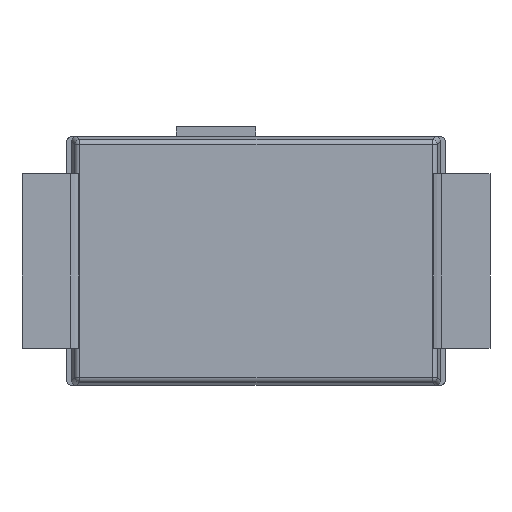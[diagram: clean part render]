
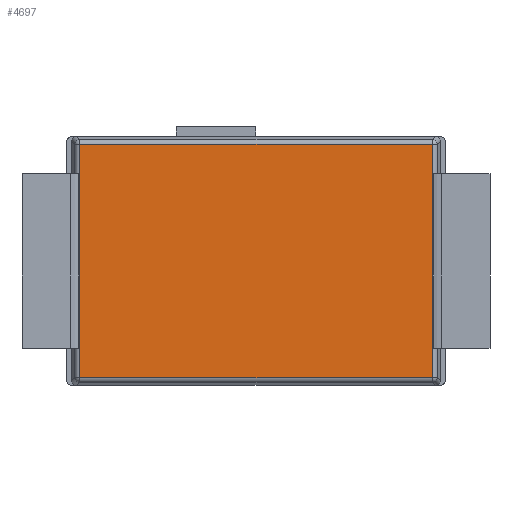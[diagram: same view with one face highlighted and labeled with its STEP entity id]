
A CAD part, front view. The second image highlights one B-rep face of the part: STEP entity #4697.
In plain terms, the highlighted face is planar.
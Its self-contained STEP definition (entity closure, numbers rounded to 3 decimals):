
#3593 = CYLINDRICAL_SURFACE('',#3594,0.05);
#3594 = AXIS2_PLACEMENT_3D('',#3595,#3596,#3597);
#3595 = CARTESIAN_POINT('',(0.079,0.1,0.));
#3596 = DIRECTION('',(0.,0.,-1.));
#3597 = DIRECTION('',(-1.,0.,0.));
#3708 = CYLINDRICAL_SURFACE('',#3709,0.05);
#3709 = AXIS2_PLACEMENT_3D('',#3710,#3711,#3712);
#3710 = CARTESIAN_POINT('',(3.621,0.1,0.));
#3711 = DIRECTION('',(-0.,0.,1.));
#3712 = DIRECTION('',(1.,0.,0.));
#4250 = VERTEX_POINT('',#4251);
#4251 = CARTESIAN_POINT('',(3.621,0.15,-2.421));
#4300 = EDGE_CURVE('',#4301,#4250,#4303,.T.);
#4301 = VERTEX_POINT('',#4302);
#4302 = CARTESIAN_POINT('',(3.621,0.15,-0.079));
#4303 = SURFACE_CURVE('',#4304,(#4308,#4315),.PCURVE_S1.);
#4304 = LINE('',#4305,#4306);
#4305 = CARTESIAN_POINT('',(3.621,0.15,0.));
#4306 = VECTOR('',#4307,1.);
#4307 = DIRECTION('',(0.,-0.,-1.));
#4308 = PCURVE('',#3708,#4309);
#4309 = DEFINITIONAL_REPRESENTATION('',(#4310),#4314);
#4310 = LINE('',#4311,#4312);
#4311 = CARTESIAN_POINT('',(1.571,0.));
#4312 = VECTOR('',#4313,1.);
#4313 = DIRECTION('',(0.,-1.));
#4314 = ( GEOMETRIC_REPRESENTATION_CONTEXT(2) 
PARAMETRIC_REPRESENTATION_CONTEXT() REPRESENTATION_CONTEXT('2D SPACE',''
  ) );
#4315 = PCURVE('',#4316,#4321);
#4316 = PLANE('',#4317);
#4317 = AXIS2_PLACEMENT_3D('',#4318,#4319,#4320);
#4318 = CARTESIAN_POINT('',(0.,0.15,0.));
#4319 = DIRECTION('',(0.,-1.,0.));
#4320 = DIRECTION('',(0.,-0.,-1.));
#4321 = DEFINITIONAL_REPRESENTATION('',(#4322),#4326);
#4322 = LINE('',#4323,#4324);
#4323 = CARTESIAN_POINT('',(0.,3.621));
#4324 = VECTOR('',#4325,1.);
#4325 = DIRECTION('',(1.,0.));
#4326 = ( GEOMETRIC_REPRESENTATION_CONTEXT(2) 
PARAMETRIC_REPRESENTATION_CONTEXT() REPRESENTATION_CONTEXT('2D SPACE',''
  ) );
#4542 = CYLINDRICAL_SURFACE('',#4543,0.05);
#4543 = AXIS2_PLACEMENT_3D('',#4544,#4545,#4546);
#4544 = CARTESIAN_POINT('',(0.,0.1,-0.079));
#4545 = DIRECTION('',(-1.,0.,0.));
#4546 = DIRECTION('',(0.,0.,1.));
#4665 = CYLINDRICAL_SURFACE('',#4666,0.05);
#4666 = AXIS2_PLACEMENT_3D('',#4667,#4668,#4669);
#4667 = CARTESIAN_POINT('',(0.,0.1,-2.421));
#4668 = DIRECTION('',(1.,0.,0.));
#4669 = DIRECTION('',(0.,0.,-1.));
#4697 = ADVANCED_FACE('',(#4698),#4316,.F.);
#4698 = FACE_BOUND('',#4699,.T.);
#4699 = EDGE_LOOP('',(#4700,#4701,#4724,#4747));
#4700 = ORIENTED_EDGE('',*,*,#4300,.T.);
#4701 = ORIENTED_EDGE('',*,*,#4702,.T.);
#4702 = EDGE_CURVE('',#4250,#4703,#4705,.T.);
#4703 = VERTEX_POINT('',#4704);
#4704 = CARTESIAN_POINT('',(0.079,0.15,-2.421));
#4705 = SURFACE_CURVE('',#4706,(#4710,#4717),.PCURVE_S1.);
#4706 = LINE('',#4707,#4708);
#4707 = CARTESIAN_POINT('',(0.,0.15,-2.421));
#4708 = VECTOR('',#4709,1.);
#4709 = DIRECTION('',(-1.,-0.,-0.));
#4710 = PCURVE('',#4316,#4711);
#4711 = DEFINITIONAL_REPRESENTATION('',(#4712),#4716);
#4712 = LINE('',#4713,#4714);
#4713 = CARTESIAN_POINT('',(2.421,0.));
#4714 = VECTOR('',#4715,1.);
#4715 = DIRECTION('',(0.,-1.));
#4716 = ( GEOMETRIC_REPRESENTATION_CONTEXT(2) 
PARAMETRIC_REPRESENTATION_CONTEXT() REPRESENTATION_CONTEXT('2D SPACE',''
  ) );
#4717 = PCURVE('',#4665,#4718);
#4718 = DEFINITIONAL_REPRESENTATION('',(#4719),#4723);
#4719 = LINE('',#4720,#4721);
#4720 = CARTESIAN_POINT('',(1.571,0.));
#4721 = VECTOR('',#4722,1.);
#4722 = DIRECTION('',(0.,-1.));
#4723 = ( GEOMETRIC_REPRESENTATION_CONTEXT(2) 
PARAMETRIC_REPRESENTATION_CONTEXT() REPRESENTATION_CONTEXT('2D SPACE',''
  ) );
#4724 = ORIENTED_EDGE('',*,*,#4725,.T.);
#4725 = EDGE_CURVE('',#4703,#4726,#4728,.T.);
#4726 = VERTEX_POINT('',#4727);
#4727 = CARTESIAN_POINT('',(0.079,0.15,-0.079)
  );
#4728 = SURFACE_CURVE('',#4729,(#4733,#4740),.PCURVE_S1.);
#4729 = LINE('',#4730,#4731);
#4730 = CARTESIAN_POINT('',(0.079,0.15,0.));
#4731 = VECTOR('',#4732,1.);
#4732 = DIRECTION('',(-0.,-0.,1.));
#4733 = PCURVE('',#4316,#4734);
#4734 = DEFINITIONAL_REPRESENTATION('',(#4735),#4739);
#4735 = LINE('',#4736,#4737);
#4736 = CARTESIAN_POINT('',(0.,0.079));
#4737 = VECTOR('',#4738,1.);
#4738 = DIRECTION('',(-1.,0.));
#4739 = ( GEOMETRIC_REPRESENTATION_CONTEXT(2) 
PARAMETRIC_REPRESENTATION_CONTEXT() REPRESENTATION_CONTEXT('2D SPACE',''
  ) );
#4740 = PCURVE('',#3593,#4741);
#4741 = DEFINITIONAL_REPRESENTATION('',(#4742),#4746);
#4742 = LINE('',#4743,#4744);
#4743 = CARTESIAN_POINT('',(1.571,0.));
#4744 = VECTOR('',#4745,1.);
#4745 = DIRECTION('',(0.,-1.));
#4746 = ( GEOMETRIC_REPRESENTATION_CONTEXT(2) 
PARAMETRIC_REPRESENTATION_CONTEXT() REPRESENTATION_CONTEXT('2D SPACE',''
  ) );
#4747 = ORIENTED_EDGE('',*,*,#4748,.T.);
#4748 = EDGE_CURVE('',#4726,#4301,#4749,.T.);
#4749 = SURFACE_CURVE('',#4750,(#4754,#4761),.PCURVE_S1.);
#4750 = LINE('',#4751,#4752);
#4751 = CARTESIAN_POINT('',(0.,0.15,-0.079));
#4752 = VECTOR('',#4753,1.);
#4753 = DIRECTION('',(1.,-0.,-0.));
#4754 = PCURVE('',#4316,#4755);
#4755 = DEFINITIONAL_REPRESENTATION('',(#4756),#4760);
#4756 = LINE('',#4757,#4758);
#4757 = CARTESIAN_POINT('',(0.079,0.));
#4758 = VECTOR('',#4759,1.);
#4759 = DIRECTION('',(0.,1.));
#4760 = ( GEOMETRIC_REPRESENTATION_CONTEXT(2) 
PARAMETRIC_REPRESENTATION_CONTEXT() REPRESENTATION_CONTEXT('2D SPACE',''
  ) );
#4761 = PCURVE('',#4542,#4762);
#4762 = DEFINITIONAL_REPRESENTATION('',(#4763),#4767);
#4763 = LINE('',#4764,#4765);
#4764 = CARTESIAN_POINT('',(1.571,0.));
#4765 = VECTOR('',#4766,1.);
#4766 = DIRECTION('',(0.,-1.));
#4767 = ( GEOMETRIC_REPRESENTATION_CONTEXT(2) 
PARAMETRIC_REPRESENTATION_CONTEXT() REPRESENTATION_CONTEXT('2D SPACE',''
  ) );
